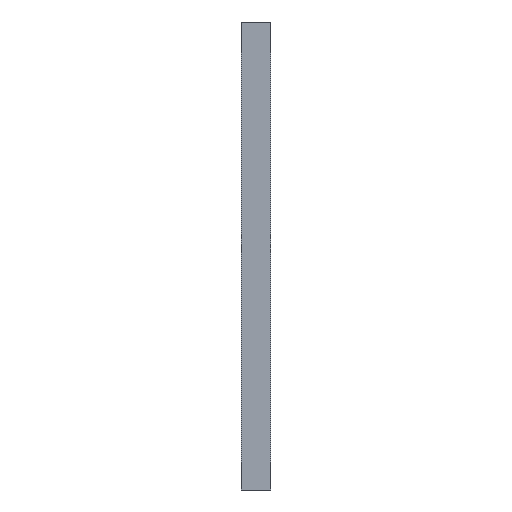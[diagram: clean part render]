
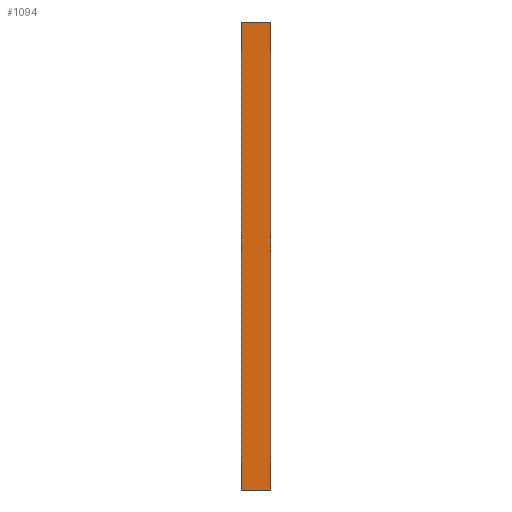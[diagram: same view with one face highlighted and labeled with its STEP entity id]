
A CAD part, left-side view. The second image highlights one B-rep face of the part: STEP entity #1094.
In plain terms, the highlighted planar face has unit normal (-1, 0, 0).
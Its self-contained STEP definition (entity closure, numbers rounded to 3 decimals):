
#96=PLANE('',#1234);
#142=FACE_OUTER_BOUND('',#196,.T.);
#196=EDGE_LOOP('',(#895,#896,#897,#898));
#327=LINE('',#1829,#391);
#328=LINE('',#1832,#392);
#329=LINE('',#1834,#393);
#330=LINE('',#1835,#394);
#391=VECTOR('',#1533,10.);
#392=VECTOR('',#1536,10.);
#393=VECTOR('',#1537,10.);
#394=VECTOR('',#1538,10.);
#569=VERTEX_POINT('',#1822);
#572=VERTEX_POINT('',#1827);
#573=VERTEX_POINT('',#1831);
#574=VERTEX_POINT('',#1833);
#707=EDGE_CURVE('',#569,#572,#327,.T.);
#708=EDGE_CURVE('',#573,#569,#328,.T.);
#709=EDGE_CURVE('',#574,#572,#329,.T.);
#710=EDGE_CURVE('',#573,#574,#330,.T.);
#895=ORIENTED_EDGE('',*,*,#708,.T.);
#896=ORIENTED_EDGE('',*,*,#707,.T.);
#897=ORIENTED_EDGE('',*,*,#709,.F.);
#898=ORIENTED_EDGE('',*,*,#710,.F.);
#1094=ADVANCED_FACE('',(#142),#96,.T.);
#1234=AXIS2_PLACEMENT_3D('',#1830,#1534,#1535);
#1533=DIRECTION('',(0.,-1.,0.));
#1534=DIRECTION('center_axis',(-1.,0.,0.));
#1535=DIRECTION('ref_axis',(0.,0.,-1.));
#1536=DIRECTION('',(0.,0.,-1.));
#1537=DIRECTION('',(0.,0.,-1.));
#1538=DIRECTION('',(0.,-1.,0.));
#1822=CARTESIAN_POINT('',(-415.,0.,-143.75));
#1827=CARTESIAN_POINT('',(-415.,-18.,-143.75));
#1829=CARTESIAN_POINT('',(-415.,0.,-143.75));
#1830=CARTESIAN_POINT('Origin',(-415.,0.,143.75));
#1831=CARTESIAN_POINT('',(-415.,0.,143.75));
#1832=CARTESIAN_POINT('',(-415.,0.,143.75));
#1833=CARTESIAN_POINT('',(-415.,-18.,143.75));
#1834=CARTESIAN_POINT('',(-415.,-18.,143.75));
#1835=CARTESIAN_POINT('',(-415.,0.,143.75));
